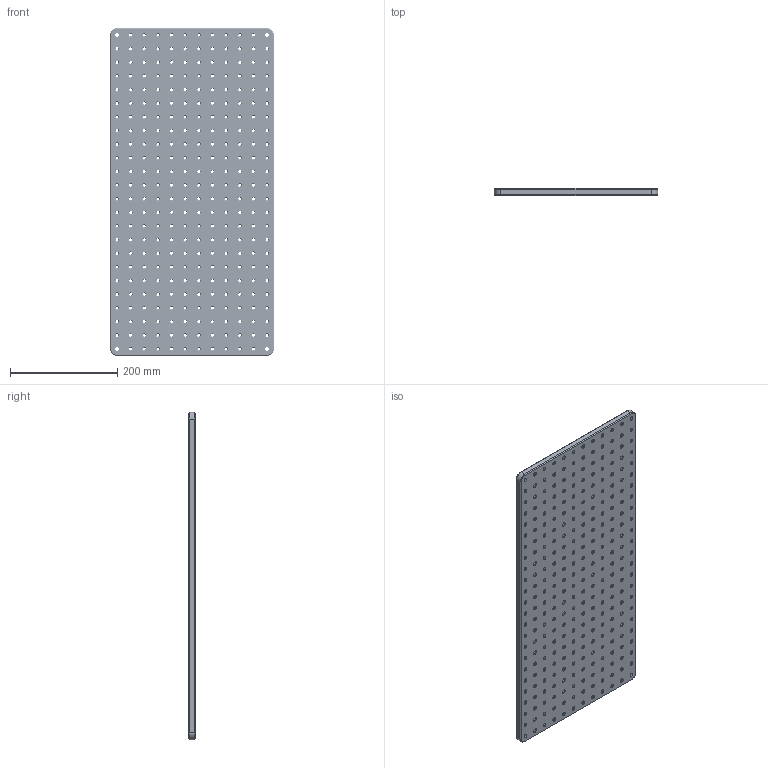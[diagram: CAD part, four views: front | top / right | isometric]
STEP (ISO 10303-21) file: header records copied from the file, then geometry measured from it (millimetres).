
FILE_DESCRIPTION((''),'2;1');
FILE_NAME('90079217-18','2022-03-02T15:11:04',('Administrator'),(''),'CREO PARAMETRIC BY PTC INC, 2019030','CREO PARAMETRIC BY PTC INC, 2019030','');
FILE_SCHEMA(('AUTOMOTIVE_DESIGN { 1 0 10303 214 1 1 1 1 }'));
Length unit declared in the file: inch
Products named in the file (1): 90079217-18
Bounding box: 304.8 x 12.7 x 609.6 mm (x, y, z)
Volume: 2271179.9 mm3; surface area: 433777.1 mm2
Topology: 1 solids, 1 shells, 1758 faces, 4096 edges, 2344 vertices
Faces by surface type: cone 1152, cylinder 588, plane 18
Entity records: 63405 total; most frequent: DIRECTION 9940, CARTESIAN_POINT 8200, ORIENTED_EDGE 8192, EDGE_CURVE 4096, AXIS2_PLACEMENT_3D 4086, VERTEX_POINT 2344, EDGE_LOOP 2338, CIRCLE 2328
